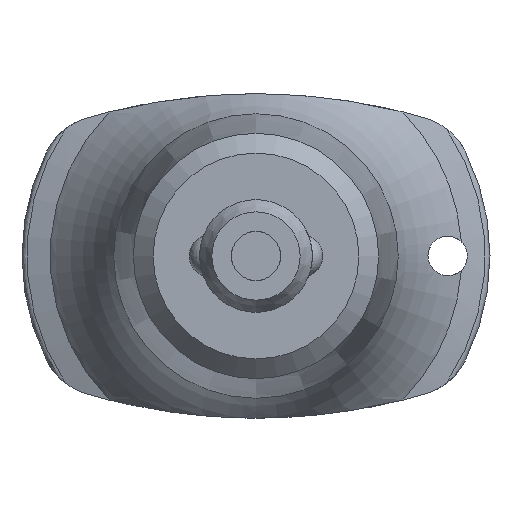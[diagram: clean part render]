
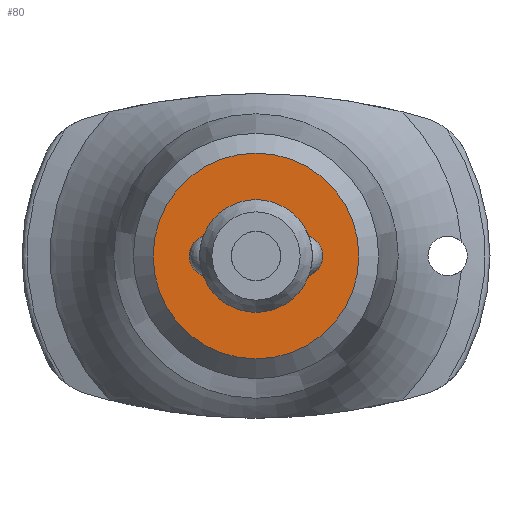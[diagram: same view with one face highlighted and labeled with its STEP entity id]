
A CAD part, front view. The second image highlights one B-rep face of the part: STEP entity #80.
In plain terms, the highlighted planar face has unit normal (0, -1, 0).
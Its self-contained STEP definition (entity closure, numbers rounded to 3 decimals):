
#80 = ADVANCED_FACE( '', ( #193, #194 ), #195, .T. );
#193 = FACE_OUTER_BOUND( '', #359, .T. );
#194 = FACE_BOUND( '', #360, .T. );
#195 = PLANE( '', #361 );
#359 = EDGE_LOOP( '', ( #579 ) );
#360 = EDGE_LOOP( '', ( #580 ) );
#361 = AXIS2_PLACEMENT_3D( '', #581, #582, #583 );
#579 = ORIENTED_EDGE( '', *, *, #841, .T. );
#580 = ORIENTED_EDGE( '', *, *, #869, .F. );
#581 = CARTESIAN_POINT( '', ( 1.75, 0., 0. ) );
#582 = DIRECTION( '', ( 0., -1., 0. ) );
#583 = DIRECTION( '', ( 0., 0., -1. ) );
#841 = EDGE_CURVE( '', #959, #959, #960, .T. );
#869 = EDGE_CURVE( '', #1004, #1004, #1005, .T. );
#959 = VERTEX_POINT( '', #1132 );
#960 = CIRCLE( '', #1133, 7.3 );
#1004 = VERTEX_POINT( '', #1348 );
#1005 = CIRCLE( '', #1349, 4. );
#1132 = CARTESIAN_POINT( '', ( 0., 0., -7.3 ) );
#1133 = AXIS2_PLACEMENT_3D( '', #1916, #1917, #1918 );
#1348 = CARTESIAN_POINT( '', ( 0., 0., -4. ) );
#1349 = AXIS2_PLACEMENT_3D( '', #1949, #1950, #1951 );
#1916 = CARTESIAN_POINT( '', ( 0., 0., 0. ) );
#1917 = DIRECTION( '', ( 0., -1., 0. ) );
#1918 = DIRECTION( '', ( 0., 0., -1. ) );
#1949 = CARTESIAN_POINT( '', ( 0., 0., 0. ) );
#1950 = DIRECTION( '', ( 0., -1., 0. ) );
#1951 = DIRECTION( '', ( 0., 0., -1. ) );
